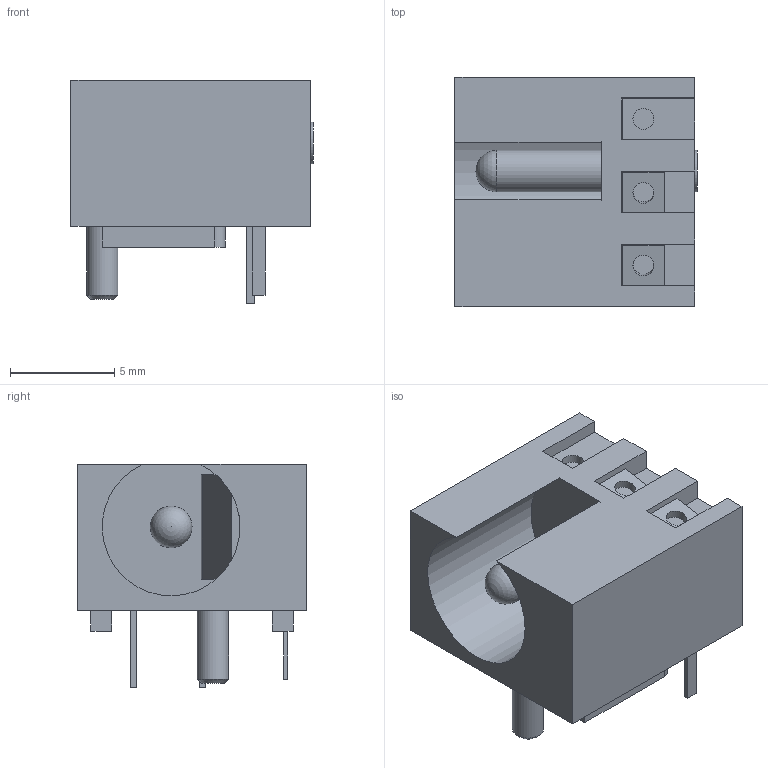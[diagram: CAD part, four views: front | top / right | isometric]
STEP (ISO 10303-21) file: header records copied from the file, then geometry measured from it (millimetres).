
FILE_DESCRIPTION(('for SolidWorks'),'2;1');
FILE_NAME('pj-012a.step', '2016-08-25T13:52:39',('Serg'),(''),'Open CASCADE STEP processor 6.6', 'DipTrace','Unknown');
FILE_SCHEMA(('AUTOMOTIVE_DESIGN { 1 0 10303 214 1 1 1 1 }'));
Length unit declared in the file: millimetre
Products named in the file (2): ASSEMBLY; pj-012a
Assembly tree (1 placements, depth 2):
  ASSEMBLY
    pj-012a
Bounding box: 11.6 x 11 x 10.7 mm (x, y, z)
Volume: 681.5 mm3; surface area: 871.8 mm2
Topology: 1 solids, 1 shells, 85 faces, 219 edges, 146 vertices
Faces by surface type: plane 71, cylinder 12, cone 1, sphere 1
Full cylindrical faces by diameter (mm): 1 x4, 1.5 x1, 2 x2
Entity records: 3214 total; most frequent: CARTESIAN_POINT 451, ORIENTED_EDGE 436, DIRECTION 432, EDGE_CURVE 218, LINE 178, VECTOR 178, VERTEX_POINT 146, AXIS2_PLACEMENT_3D 127
